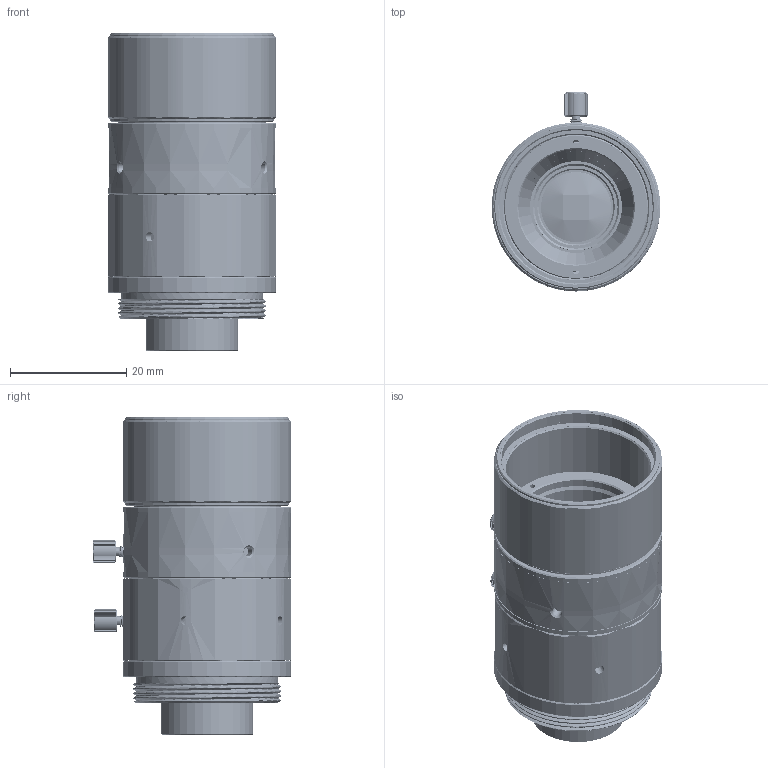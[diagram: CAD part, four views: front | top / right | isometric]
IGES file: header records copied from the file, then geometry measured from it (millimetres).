
Start section: SolidWorks IGES file using analytic representation for surfaces
Global section: file name: 0HQM994325180軞蚾.IGS; native system: SolidWorks 2017; preprocessor: SolidWorks 2017; author: Administrator; date: 210519.165456; units: millimetre
Bounding box: 29 x 34.2 x 54.55 mm (x, y, z)
Surface area: 27048.6 mm2 (no closed solid volume)
Topology: 0 solids, 0 shells, 2352 faces, 28447 edges, 28441 vertices
Faces by surface type: revolution 1351, bspline 1001
